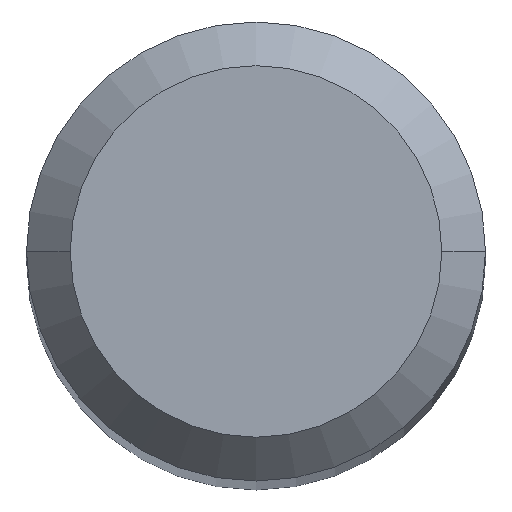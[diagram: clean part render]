
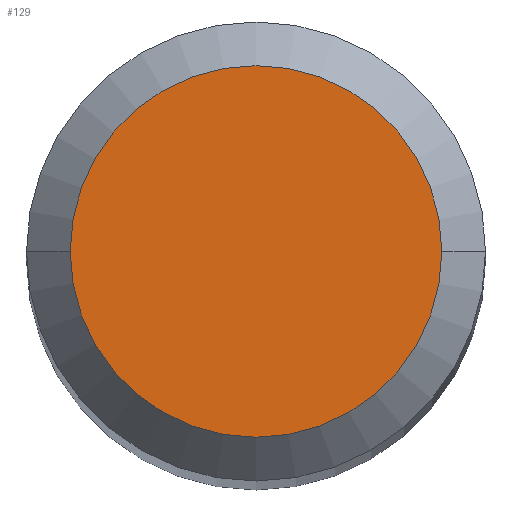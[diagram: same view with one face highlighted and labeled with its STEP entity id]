
A CAD part, top view. The second image highlights one B-rep face of the part: STEP entity #129.
In plain terms, the highlighted planar face has unit normal (0, 0, 1).
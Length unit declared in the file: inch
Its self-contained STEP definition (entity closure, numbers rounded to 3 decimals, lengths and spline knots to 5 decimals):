
#4 = DIRECTION ( 'NONE',  ( 0., 0., 1. ) ) ;
#20 = EDGE_CURVE ( 'NONE', #250, #207, #108, .T. ) ;
#22 = DIRECTION ( 'NONE',  ( 1., 0., 0. ) ) ;
#41 = PLANE ( 'NONE',  #268 ) ;
#66 = FACE_OUTER_BOUND ( 'NONE', #272, .T. ) ;
#108 = CIRCLE ( 'NONE', #182, 0.06374 ) ;
#129 = ADVANCED_FACE ( 'NONE', ( #66 ), #41, .T. ) ;
#147 = DIRECTION ( 'NONE',  ( 0., 0., 1. ) ) ;
#154 = CARTESIAN_POINT ( 'NONE',  ( 0., 0., 1.9685 ) ) ;
#163 = CARTESIAN_POINT ( 'NONE',  ( 0., 0., 1.9685 ) ) ;
#182 = AXIS2_PLACEMENT_3D ( 'NONE', #154, #4, #352 ) ;
#197 = CARTESIAN_POINT ( 'NONE',  ( 0.06374, 0., 1.9685 ) ) ;
#198 = ORIENTED_EDGE ( 'NONE', *, *, #20, .T. ) ;
#207 = VERTEX_POINT ( 'NONE', #197 ) ;
#250 = VERTEX_POINT ( 'NONE', #331 ) ;
#255 = DIRECTION ( 'NONE',  ( 1., 0., 0. ) ) ;
#256 = CIRCLE ( 'NONE', #355, 0.06374 ) ;
#268 = AXIS2_PLACEMENT_3D ( 'NONE', #163, #365, #255 ) ;
#272 = EDGE_LOOP ( 'NONE', ( #198, #334 ) ) ;
#284 = CARTESIAN_POINT ( 'NONE',  ( 0., 0., 1.9685 ) ) ;
#331 = CARTESIAN_POINT ( 'NONE',  ( -0.06374, 0., 1.9685 ) ) ;
#334 = ORIENTED_EDGE ( 'NONE', *, *, #359, .T. ) ;
#352 = DIRECTION ( 'NONE',  ( 1., 0., 0. ) ) ;
#355 = AXIS2_PLACEMENT_3D ( 'NONE', #284, #147, #22 ) ;
#359 = EDGE_CURVE ( 'NONE', #207, #250, #256, .T. ) ;
#365 = DIRECTION ( 'NONE',  ( 0., 0., 1. ) ) ;
